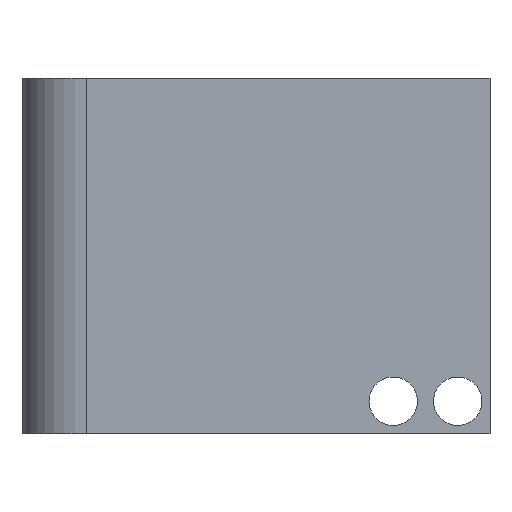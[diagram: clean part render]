
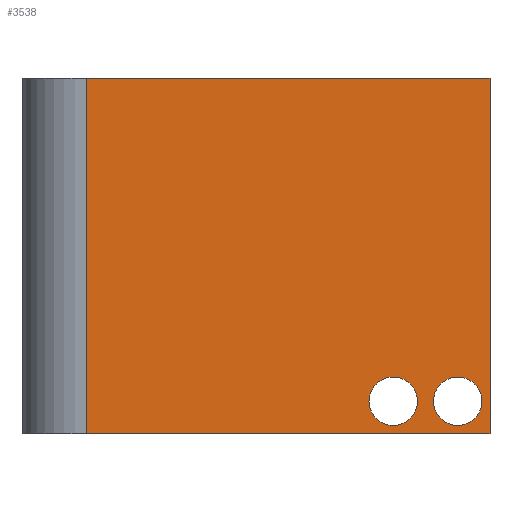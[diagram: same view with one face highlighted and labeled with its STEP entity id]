
A CAD part, front view. The second image highlights one B-rep face of the part: STEP entity #3538.
In plain terms, the highlighted planar face has unit normal (0, -1, 0).
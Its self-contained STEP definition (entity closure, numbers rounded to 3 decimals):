
#177=FACE_BOUND('',#653,.T.);
#178=FACE_BOUND('',#654,.T.);
#220=CIRCLE('',#3740,1.5);
#224=CIRCLE('',#3746,1.5);
#418=FACE_OUTER_BOUND('',#652,.T.);
#652=EDGE_LOOP('',(#3168,#3169,#3170,#3171));
#653=EDGE_LOOP('',(#3172));
#654=EDGE_LOOP('',(#3173));
#1028=LINE('',#6597,#1405);
#1034=LINE('',#6613,#1411);
#1035=LINE('',#6616,#1412);
#1036=LINE('',#6617,#1413);
#1405=VECTOR('',#4516,10.);
#1411=VECTOR('',#4534,10.);
#1412=VECTOR('',#4537,10.);
#1413=VECTOR('',#4538,10.);
#1721=VERTEX_POINT('',#6556);
#1725=VERTEX_POINT('',#6568);
#1735=VERTEX_POINT('',#6594);
#1736=VERTEX_POINT('',#6596);
#1740=VERTEX_POINT('',#6611);
#1741=VERTEX_POINT('',#6615);
#2196=EDGE_CURVE('',#1721,#1721,#220,.T.);
#2202=EDGE_CURVE('',#1725,#1725,#224,.T.);
#2216=EDGE_CURVE('',#1736,#1735,#1028,.T.);
#2224=EDGE_CURVE('',#1740,#1735,#1034,.T.);
#2225=EDGE_CURVE('',#1741,#1740,#1035,.T.);
#2226=EDGE_CURVE('',#1736,#1741,#1036,.T.);
#3168=ORIENTED_EDGE('',*,*,#2225,.F.);
#3169=ORIENTED_EDGE('',*,*,#2226,.F.);
#3170=ORIENTED_EDGE('',*,*,#2216,.T.);
#3171=ORIENTED_EDGE('',*,*,#2224,.F.);
#3172=ORIENTED_EDGE('',*,*,#2196,.T.);
#3173=ORIENTED_EDGE('',*,*,#2202,.T.);
#3346=PLANE('',#3757);
#3538=ADVANCED_FACE('',(#418,#177,#178),#3346,.T.);
#3740=AXIS2_PLACEMENT_3D('',#6557,#4480,#4481);
#3746=AXIS2_PLACEMENT_3D('',#6569,#4494,#4495);
#3757=AXIS2_PLACEMENT_3D('',#6614,#4535,#4536);
#4480=DIRECTION('center_axis',(0.,1.,0.));
#4481=DIRECTION('ref_axis',(1.,0.,0.));
#4494=DIRECTION('center_axis',(0.,1.,0.));
#4495=DIRECTION('ref_axis',(1.,0.,0.));
#4516=DIRECTION('',(0.,0.,1.));
#4534=DIRECTION('',(1.,0.,0.));
#4535=DIRECTION('center_axis',(0.,-1.,
0.));
#4536=DIRECTION('ref_axis',(1.,0.,0.));
#4537=DIRECTION('',(0.,0.,1.));
#4538=DIRECTION('',(-1.,0.,0.));
#6556=CARTESIAN_POINT('',(-3.5,-3.,2.));
#6557=CARTESIAN_POINT('Origin',(-2.,-3.,2.));
#6568=CARTESIAN_POINT('',(-7.5,-3.,2.));
#6569=CARTESIAN_POINT('Origin',(-6.,-3.,2.));
#6594=CARTESIAN_POINT('',(0.,-3.,22.));
#6596=CARTESIAN_POINT('',(0.,-3.,0.));
#6597=CARTESIAN_POINT('',(0.,-3.,0.));
#6611=CARTESIAN_POINT('',(-25.,-3.,22.));
#6613=CARTESIAN_POINT('',(0.,-3.,22.));
#6614=CARTESIAN_POINT('Origin',(-25.,-3.,0.));
#6615=CARTESIAN_POINT('',(-25.,-3.,0.));
#6616=CARTESIAN_POINT('',(-25.,-3.,0.));
#6617=CARTESIAN_POINT('',(0.,-3.,0.));
